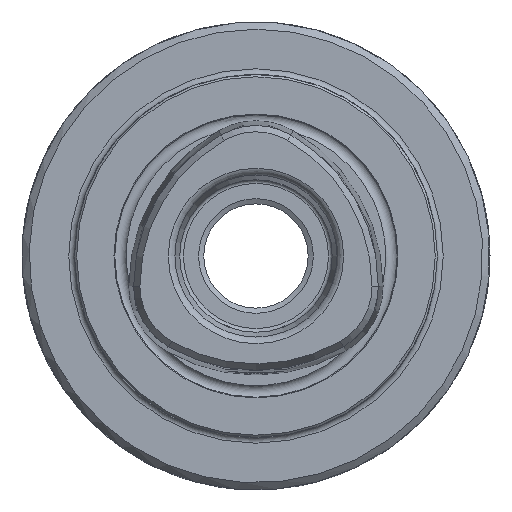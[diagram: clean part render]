
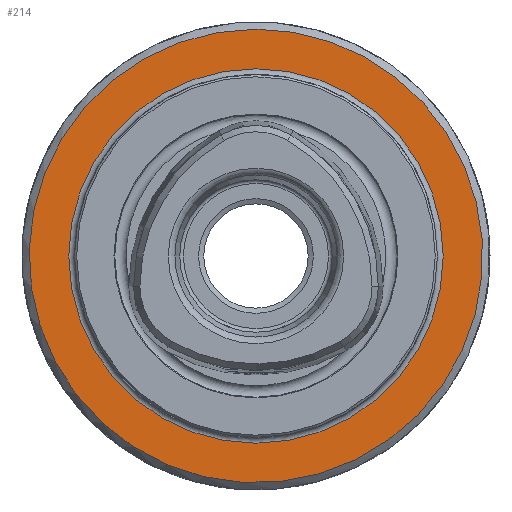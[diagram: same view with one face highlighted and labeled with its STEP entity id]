
A CAD part, left-side view. The second image highlights one B-rep face of the part: STEP entity #214.
In plain terms, the highlighted planar face has unit normal (-1, 0, 0).
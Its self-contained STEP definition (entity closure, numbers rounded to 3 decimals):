
#214 = ADVANCED_FACE( '', ( #502, #503 ), #504, .T. );
#502 = FACE_BOUND( '', #864, .T. );
#503 = FACE_OUTER_BOUND( '', #865, .T. );
#504 = PLANE( '', #866 );
#864 = EDGE_LOOP( '', ( #1381 ) );
#865 = EDGE_LOOP( '', ( #1382 ) );
#866 = AXIS2_PLACEMENT_3D( '', #1383, #1384, #1385 );
#1381 = ORIENTED_EDGE( '', *, *, #1990, .T. );
#1382 = ORIENTED_EDGE( '', *, *, #1991, .T. );
#1383 = CARTESIAN_POINT( '', ( 20., 0., 25. ) );
#1384 = DIRECTION( '', ( -1., 0., 0. ) );
#1385 = DIRECTION( '', ( 0., 0., 1. ) );
#1990 = EDGE_CURVE( '', #2373, #2373, #2374, .F. );
#1991 = EDGE_CURVE( '', #2375, #2375, #2376, .T. );
#2373 = VERTEX_POINT( '', #3394 );
#2374 = CIRCLE( '', #3395, 25.8 );
#2375 = VERTEX_POINT( '', #3396 );
#2376 = CIRCLE( '', #3397, 31.25 );
#3394 = CARTESIAN_POINT( '', ( 20., 0., 25.8 ) );
#3395 = AXIS2_PLACEMENT_3D( '', #4146, #4147, #4148 );
#3396 = CARTESIAN_POINT( '', ( 20., 0., 31.25 ) );
#3397 = AXIS2_PLACEMENT_3D( '', #4149, #4150, #4151 );
#4146 = CARTESIAN_POINT( '', ( 20., 0., 0. ) );
#4147 = DIRECTION( '', ( -1., 0., 0. ) );
#4148 = DIRECTION( '', ( 0., 0., 1. ) );
#4149 = CARTESIAN_POINT( '', ( 20., 0., 0. ) );
#4150 = DIRECTION( '', ( -1., 0., 0. ) );
#4151 = DIRECTION( '', ( 0., 0., 1. ) );
